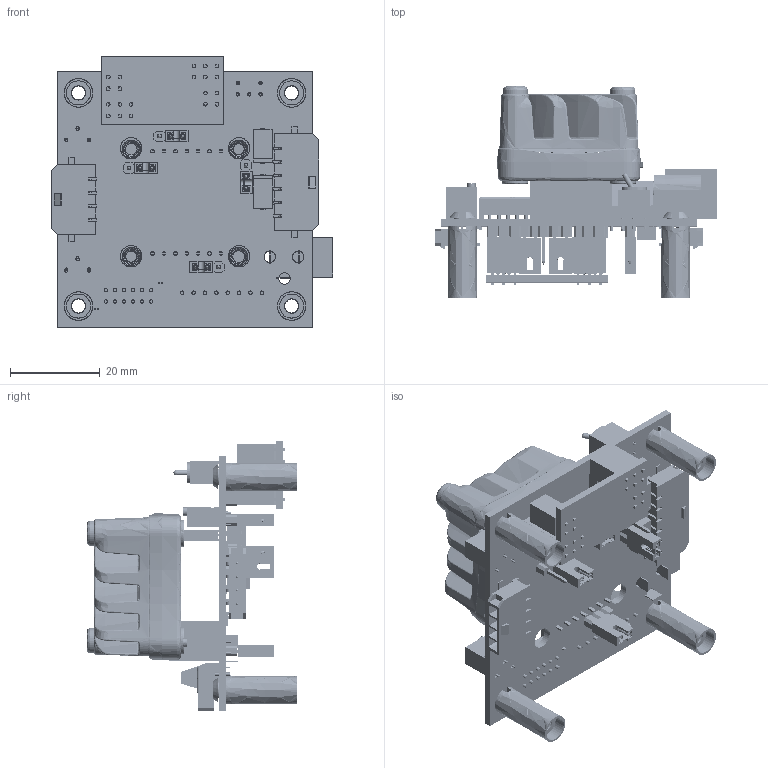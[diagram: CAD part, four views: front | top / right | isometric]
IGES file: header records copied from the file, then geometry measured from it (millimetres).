
Start section: SolidWorks IGES file using analytic representation for surfaces
Global section: file name: WLD3393 EVAL BRD with CONTROLLER_HEATSINK.IGS; native system: SolidWorks 2020; preprocessor: SolidWorks 2020; author: User; date: 210713.085923; units: millimetre
Bounding box: 62.87 x 47.12 x 60.49 mm (x, y, z)
Surface area: 35900.6 mm2 (no closed solid volume)
Topology: 0 solids, 0 shells, 3652 faces, 28463 edges, 28372 vertices
Faces by surface type: bspline 2922, revolution 730
